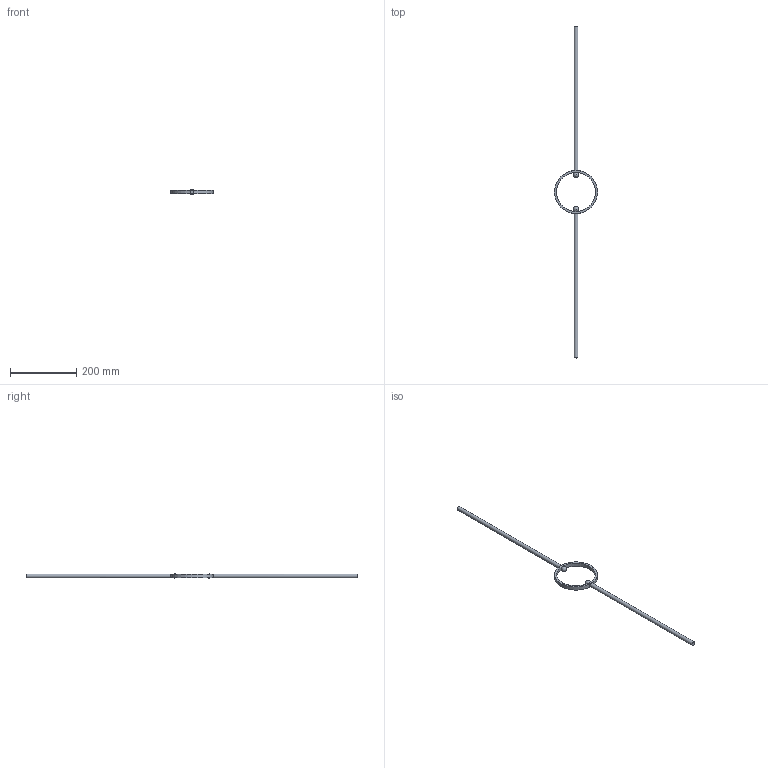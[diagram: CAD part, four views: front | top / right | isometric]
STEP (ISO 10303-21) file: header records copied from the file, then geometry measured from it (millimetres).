
FILE_DESCRIPTION (( 'STEP AP203' ), '1' );
FILE_NAME ('56306-240.STEP', '2022-04-26T08:33:13', ( '' ), ( '' ), 'SwSTEP 2.0', 'SolidWorks 2018', '' );
FILE_SCHEMA (( 'CONFIG_CONTROL_DESIGN' ));
Length unit declared in the file: millimetre
Products named in the file (1): 56306-240
Bounding box: 130 x 1000 x 15 mm (x, y, z)
Volume: 129991.6 mm3; surface area: 48257.3 mm2
Topology: 3 solids, 3 shells, 281 faces, 753 edges, 500 vertices
Faces by surface type: plane 142, bspline 132, cylinder 5, sphere 2
Full cylindrical faces by diameter (mm): 12 x2, 118 x1
Entity records: 15475 total; most frequent: CARTESIAN_POINT 9326, ORIENTED_EDGE 1488, DIRECTION 784, EDGE_CURVE 744, VERTEX_POINT 496, VECTOR 468, LINE 468, EDGE_LOOP 310
